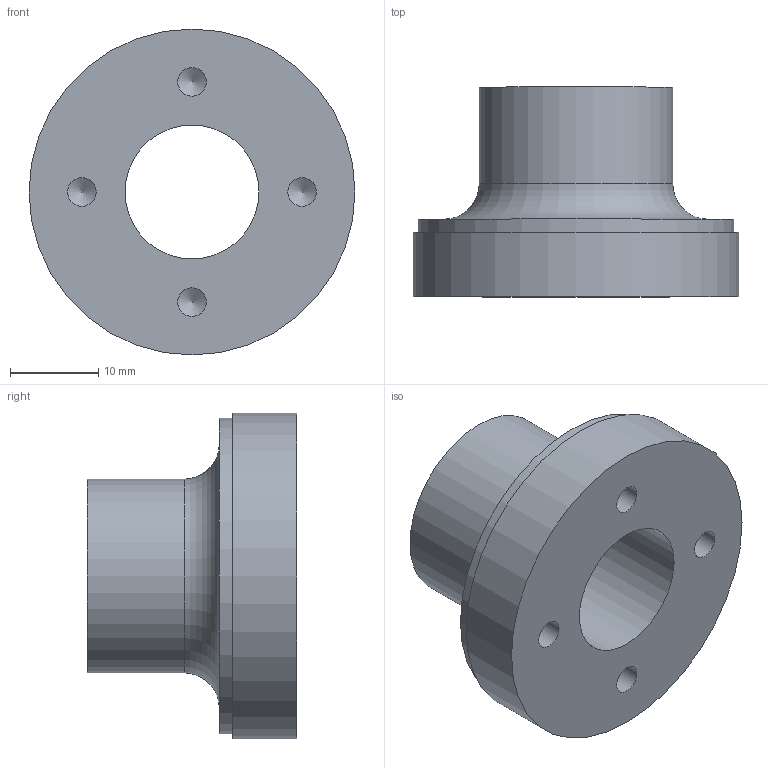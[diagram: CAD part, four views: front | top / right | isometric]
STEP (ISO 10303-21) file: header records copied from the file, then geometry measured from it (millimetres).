
FILE_DESCRIPTION(/* description */ (''),/* implementation_level */ '2;1');
FILE_NAME(/* name */ 'ES230-6M-R-7.stp',/* time_stamp */ '2022-03-22T09:09:12+01:00',/* author */ ('etude1'),/* organization */ ('SECUMS INTERLOCKS'),/* preprocessor_version */ 'ST-DEVELOPER v17.2',/* originating_system */ 'Autodesk Inventor 2019',/* authorisation */ '');
FILE_SCHEMA (('AUTOMOTIVE_DESIGN { 1 0 10303 214 3 1 1 }'));
Length unit declared in the file: millimetre
Products named in the file (1): ES230-6M-R-7
Bounding box: 37 x 23.8 x 37 mm (x, y, z)
Volume: 10713.5 mm3; surface area: 5117.9 mm2
Topology: 1 solids, 1 shells, 18 faces, 49 edges, 35 vertices
Faces by surface type: cylinder 8, plane 4, cone 4, torus 2
Full cylindrical faces by diameter (mm): 3.242 x4, 15.2 x1, 22 x1, 35.8 x1, 37 x1
Entity records: 621 total; most frequent: DIRECTION 116, CARTESIAN_POINT 99, ORIENTED_EDGE 90, AXIS2_PLACEMENT_3D 52, EDGE_CURVE 45, VERTEX_POINT 35, CIRCLE 33, EDGE_LOOP 26
